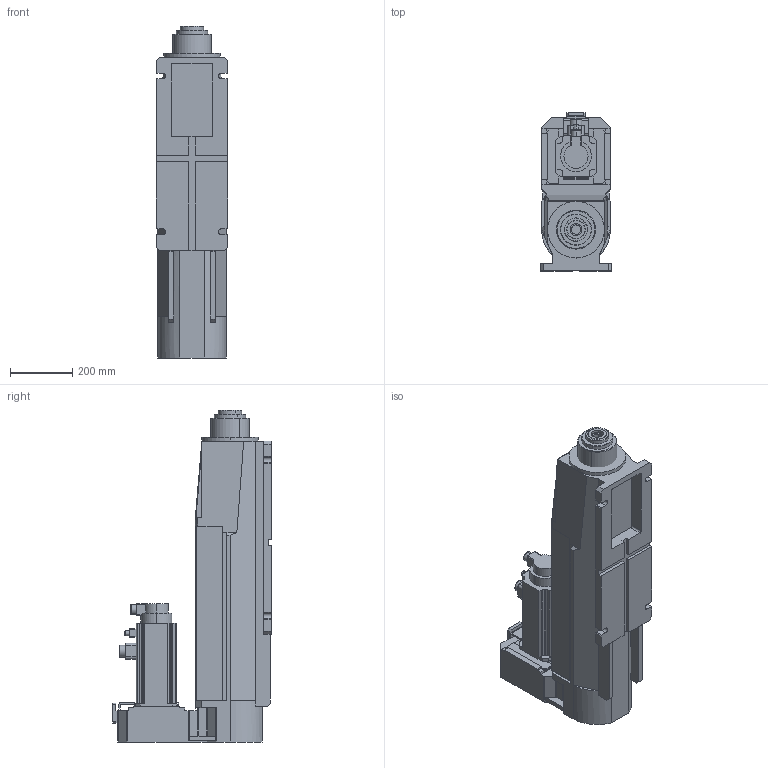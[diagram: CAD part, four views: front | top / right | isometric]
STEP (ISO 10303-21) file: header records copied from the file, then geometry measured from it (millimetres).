
FILE_DESCRIPTION (( 'STEP AP203' ), '1' );
FILE_NAME ('JPU-5004L外形図.STEP', '2007-05-30T04:55:54', ( '' ), ( '' ), 'SwSTEP 2.0', 'SolidWorks 2006104', '' );
FILE_SCHEMA (( 'CONFIG_CONTROL_DESIGN' ));
Length unit declared in the file: millimetre
Products named in the file (3): 儔儉_棉太倌; JPU-5004L_蹬怮椔; JPU-5004L外形図
Assembly tree (2 placements, depth 2):
  JPU-5004L外形図
    儔儉_棉太倌
    JPU-5004L_蹬怮椔
Bounding box: 230 x 508 x 1065 mm (x, y, z)
Volume: 55102081.7 mm3; surface area: 1572300.9 mm2
Topology: 2 solids, 2 shells, 362 faces, 998 edges, 653 vertices
Faces by surface type: plane 263, cylinder 83, cone 14, bspline 2
Entity records: 11790 total; most frequent: CARTESIAN_POINT 2130, ORIENTED_EDGE 1996, DIRECTION 1899, EDGE_CURVE 998, LINE 807, VECTOR 807, VERTEX_POINT 653, AXIS2_PLACEMENT_3D 546
